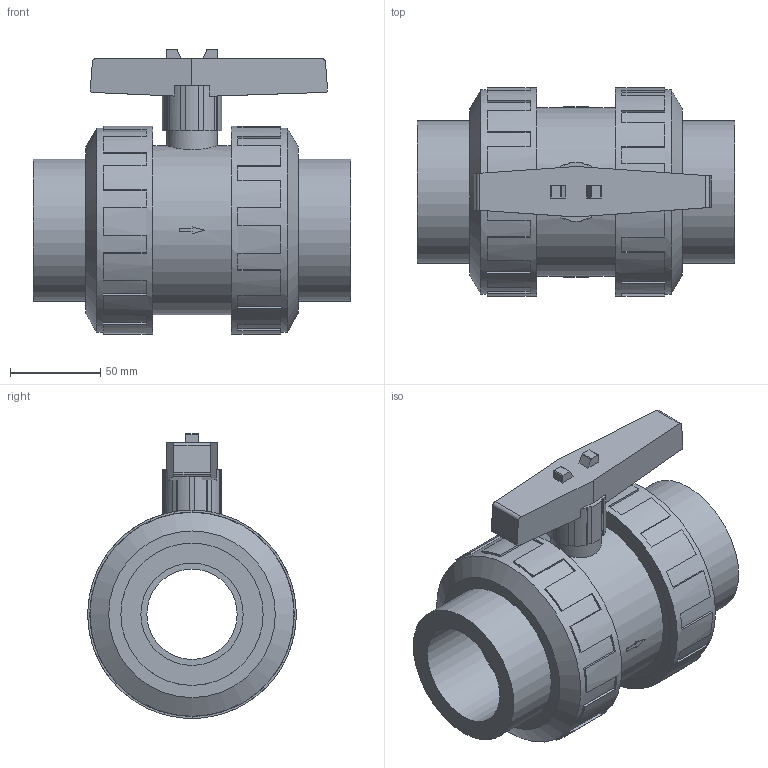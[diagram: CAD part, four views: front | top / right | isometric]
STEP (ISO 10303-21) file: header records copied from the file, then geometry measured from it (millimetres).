
FILE_DESCRIPTION((''),'2;1');
FILE_NAME('PV10043C050.stp','2022-02-17T09:32:54',('RL'),(''),'Autodesk Inventor 2012','Autodesk Inventor 2012','');
FILE_SCHEMA(('AUTOMOTIVE_DESIGN { 1 0 10303 214 1 1 1 1 }'));
Length unit declared in the file: millimetre
Products named in the file (1): PV10043C050
Bounding box: 176 x 115.3 x 157.65 mm (x, y, z)
Volume: 994788 mm3; surface area: 176878.4 mm2
Topology: 1 solids, 1 shells, 247 faces, 672 edges, 446 vertices
Faces by surface type: plane 206, cylinder 39, cone 2
Full cylindrical faces by diameter (mm): 27.98 x1, 50 x1, 56.66 x2, 78.73 x2, 78.75 x2, 93.373 x2, 93.393 x3, 103.75 x2, 103.77 x2, 112.994 x2, 115.3 x2
Entity records: 7885 total; most frequent: CARTESIAN_POINT 1393, DIRECTION 1346, ORIENTED_EDGE 1296, EDGE_CURVE 648, AXIS2_PLACEMENT_3D 453, VERTEX_POINT 446, VECTOR 440, LINE 440
